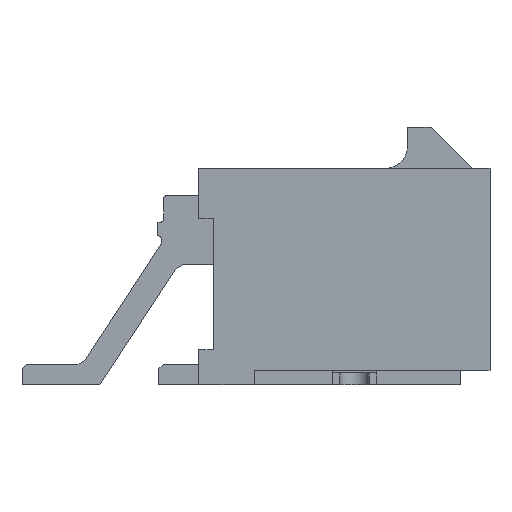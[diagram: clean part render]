
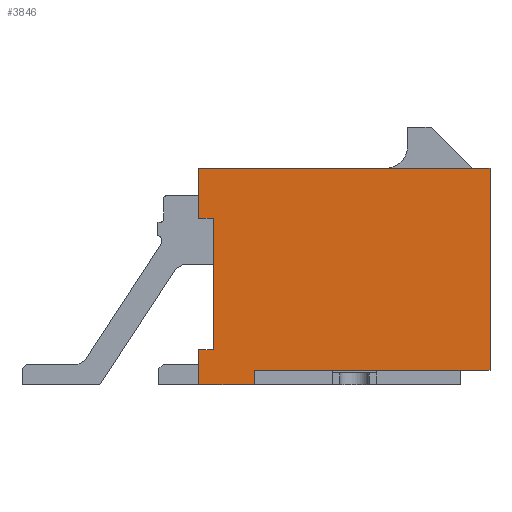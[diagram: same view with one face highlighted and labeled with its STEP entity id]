
A CAD part, front view. The second image highlights one B-rep face of the part: STEP entity #3846.
In plain terms, the highlighted planar face has unit normal (0, -1, 0).
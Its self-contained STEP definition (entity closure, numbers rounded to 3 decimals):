
#372=ORIENTED_EDGE('',*,*,#1420,.F.);
#373=ORIENTED_EDGE('',*,*,#1441,.T.);
#374=ORIENTED_EDGE('',*,*,#1379,.T.);
#375=ORIENTED_EDGE('',*,*,#1442,.T.);
#376=ORIENTED_EDGE('',*,*,#1425,.F.);
#377=ORIENTED_EDGE('',*,*,#1443,.T.);
#378=ORIENTED_EDGE('',*,*,#1444,.T.);
#379=ORIENTED_EDGE('',*,*,#1240,.F.);
#380=ORIENTED_EDGE('',*,*,#1314,.F.);
#381=ORIENTED_EDGE('',*,*,#1445,.F.);
#1240=EDGE_CURVE('',#1803,#1804,#2173,.T.);
#1314=EDGE_CURVE('',#1864,#1803,#2247,.T.);
#1379=EDGE_CURVE('',#1919,#1918,#2304,.T.);
#1420=EDGE_CURVE('',#1947,#1948,#2345,.T.);
#1425=EDGE_CURVE('',#1951,#1952,#2350,.T.);
#1441=EDGE_CURVE('',#1947,#1919,#2366,.T.);
#1442=EDGE_CURVE('',#1918,#1952,#2367,.T.);
#1443=EDGE_CURVE('',#1951,#1963,#2368,.T.);
#1444=EDGE_CURVE('',#1963,#1804,#2369,.T.);
#1445=EDGE_CURVE('',#1948,#1864,#2370,.T.);
#1803=VERTEX_POINT('',#5745);
#1804=VERTEX_POINT('',#5747);
#1864=VERTEX_POINT('',#5887);
#1918=VERTEX_POINT('',#6018);
#1919=VERTEX_POINT('',#6020);
#1947=VERTEX_POINT('',#6095);
#1948=VERTEX_POINT('',#6097);
#1951=VERTEX_POINT('',#6105);
#1952=VERTEX_POINT('',#6107);
#1963=VERTEX_POINT('',#6139);
#2173=LINE('',#5746,#2706);
#2247=LINE('',#5888,#2780);
#2304=LINE('',#6019,#2837);
#2345=LINE('',#6096,#2878);
#2350=LINE('',#6106,#2883);
#2366=LINE('',#6136,#2899);
#2367=LINE('',#6137,#2900);
#2368=LINE('',#6138,#2901);
#2369=LINE('',#6140,#2902);
#2370=LINE('',#6141,#2903);
#2706=VECTOR('',#4726,1000.);
#2780=VECTOR('',#4814,1000.);
#2837=VECTOR('',#4911,1000.);
#2878=VECTOR('',#4966,1000.);
#2883=VECTOR('',#4973,1000.);
#2899=VECTOR('',#4995,1000.);
#2900=VECTOR('',#4996,1000.);
#2901=VECTOR('',#4997,1000.);
#2902=VECTOR('',#4998,1000.);
#2903=VECTOR('',#4999,1000.);
#3255=EDGE_LOOP('',(#372,#373,#374,#375,#376,#377,#378,#379,#380,#381));
#3462=FACE_BOUND('',#3255,.T.);
#3659=PLANE('',#4501);
#3846=ADVANCED_FACE('',(#3462),#3659,.F.);
#4501=AXIS2_PLACEMENT_3D('',#6135,#4993,#4994);
#4726=DIRECTION('',(0.,0.,-1.));
#4814=DIRECTION('',(1.,0.,0.));
#4911=DIRECTION('',(1.,0.,0.));
#4966=DIRECTION('',(-1.,0.,0.));
#4973=DIRECTION('',(-1.,0.,0.));
#4993=DIRECTION('',(0.,1.,0.));
#4994=DIRECTION('',(0.,0.,1.));
#4995=DIRECTION('',(0.,0.,1.));
#4996=DIRECTION('',(0.,0.,-1.));
#4997=DIRECTION('',(0.,0.,1.));
#4998=DIRECTION('',(-1.,0.,0.));
#4999=DIRECTION('',(0.,0.,1.));
#5745=CARTESIAN_POINT('',(3.43,-3.35,4.95));
#5746=CARTESIAN_POINT('',(3.43,-3.35,4.95));
#5747=CARTESIAN_POINT('',(3.43,-3.35,-3.05));
#5887=CARTESIAN_POINT('',(-3.43,-3.35,4.95));
#5888=CARTESIAN_POINT('',(-3.43,-3.35,4.95));
#6018=CARTESIAN_POINT('',(2.73,-3.35,-4.45));
#6019=CARTESIAN_POINT('',(-2.73,-3.35,-4.45));
#6020=CARTESIAN_POINT('',(-1.73,-3.35,-4.45));
#6095=CARTESIAN_POINT('',(-1.73,-3.35,-4.95));
#6096=CARTESIAN_POINT('',(3.43,-3.35,-4.95));
#6097=CARTESIAN_POINT('',(-3.43,-3.35,-4.95));
#6105=CARTESIAN_POINT('',(3.93,-3.35,-4.95));
#6106=CARTESIAN_POINT('',(3.43,-3.35,-4.95));
#6107=CARTESIAN_POINT('',(2.73,-3.35,-4.95));
#6135=CARTESIAN_POINT('',(0.,-3.35,0.));
#6136=CARTESIAN_POINT('',(-1.73,-3.35,-4.95));
#6137=CARTESIAN_POINT('',(2.73,-3.35,-4.45));
#6138=CARTESIAN_POINT('',(3.93,-3.35,-4.95));
#6139=CARTESIAN_POINT('',(3.93,-3.35,-3.05));
#6140=CARTESIAN_POINT('',(3.93,-3.35,-3.05));
#6141=CARTESIAN_POINT('',(-3.43,-3.35,-4.95));
